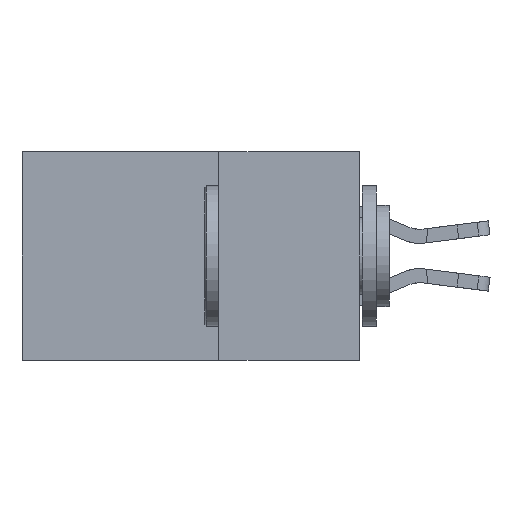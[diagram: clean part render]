
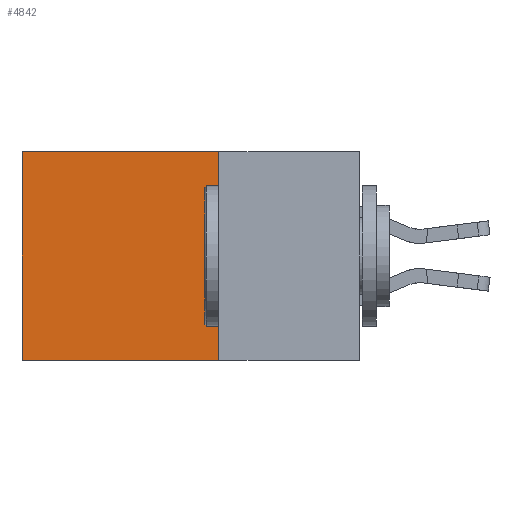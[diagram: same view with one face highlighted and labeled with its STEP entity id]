
A CAD part, left-side view. The second image highlights one B-rep face of the part: STEP entity #4842.
In plain terms, the highlighted planar face has unit normal (-1, 0, 0).
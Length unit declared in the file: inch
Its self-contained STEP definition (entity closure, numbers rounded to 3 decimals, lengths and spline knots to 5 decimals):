
#597 = DIRECTION ( 'NONE',  ( 0., 1., 0. ) ) ;
#1027 = DIRECTION ( 'NONE',  ( 0., 1., 0. ) ) ;
#1166 = CARTESIAN_POINT ( 'NONE',  ( 0.2875, 0.25, 0. ) ) ;
#1616 = EDGE_CURVE ( 'NONE', #5570, #12083, #10013, .T. ) ;
#2677 = DIRECTION ( 'NONE',  ( 0., 0., -1. ) ) ;
#3267 = LINE ( 'NONE', #14210, #8497 ) ;
#3837 = ORIENTED_EDGE ( 'NONE', *, *, #7537, .F. ) ;
#4008 = ORIENTED_EDGE ( 'NONE', *, *, #10848, .F. ) ;
#4842 = ADVANCED_FACE ( 'NONE', ( #6409 ), #12767, .F. ) ;
#5570 = VERTEX_POINT ( 'NONE', #19459 ) ;
#5981 = DIRECTION ( 'NONE',  ( 1., 0., 0. ) ) ;
#6334 = VERTEX_POINT ( 'NONE', #14635 ) ;
#6409 = FACE_OUTER_BOUND ( 'NONE', #14951, .T. ) ;
#6451 = ORIENTED_EDGE ( 'NONE', *, *, #1616, .T. ) ;
#6587 = VECTOR ( 'NONE', #19350, 39.37008 ) ;
#7537 = EDGE_CURVE ( 'NONE', #5570, #16361, #9972, .T. ) ;
#7724 = ORIENTED_EDGE ( 'NONE', *, *, #13838, .T. ) ;
#8497 = VECTOR ( 'NONE', #1027, 39.37008 ) ;
#9972 = LINE ( 'NONE', #11157, #6587 ) ;
#10013 = LINE ( 'NONE', #20498, #19952 ) ;
#10188 = LINE ( 'NONE', #10619, #17735 ) ;
#10619 = CARTESIAN_POINT ( 'NONE',  ( 0.2875, 0.6, 0. ) ) ;
#10848 = EDGE_CURVE ( 'NONE', #16361, #6334, #3267, .T. ) ;
#11157 = CARTESIAN_POINT ( 'NONE',  ( 0.2875, 0.25, 0. ) ) ;
#12083 = VERTEX_POINT ( 'NONE', #13076 ) ;
#12767 = PLANE ( 'NONE',  #17864 ) ;
#13076 = CARTESIAN_POINT ( 'NONE',  ( 0.2875, 0.6, 0. ) ) ;
#13838 = EDGE_CURVE ( 'NONE', #12083, #6334, #10188, .T. ) ;
#14210 = CARTESIAN_POINT ( 'NONE',  ( 0.2875, 0.25, -0.37 ) ) ;
#14635 = CARTESIAN_POINT ( 'NONE',  ( 0.2875, 0.6, -0.37 ) ) ;
#14951 = EDGE_LOOP ( 'NONE', ( #7724, #4008, #3837, #6451 ) ) ;
#16361 = VERTEX_POINT ( 'NONE', #19023 ) ;
#17735 = VECTOR ( 'NONE', #19236, 39.37008 ) ;
#17864 = AXIS2_PLACEMENT_3D ( 'NONE', #1166, #5981, #2677 ) ;
#19023 = CARTESIAN_POINT ( 'NONE',  ( 0.2875, 0.25, -0.37 ) ) ;
#19236 = DIRECTION ( 'NONE',  ( 0., 0., -1. ) ) ;
#19350 = DIRECTION ( 'NONE',  ( 0., 0., -1. ) ) ;
#19459 = CARTESIAN_POINT ( 'NONE',  ( 0.2875, 0.25, 0. ) ) ;
#19952 = VECTOR ( 'NONE', #597, 39.37008 ) ;
#20498 = CARTESIAN_POINT ( 'NONE',  ( 0.2875, 0.25, 0. ) ) ;
